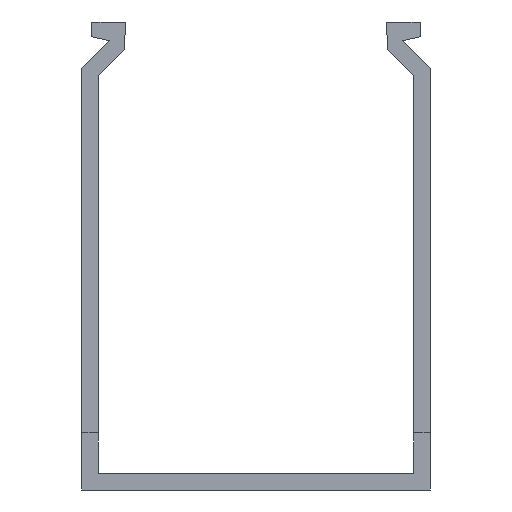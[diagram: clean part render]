
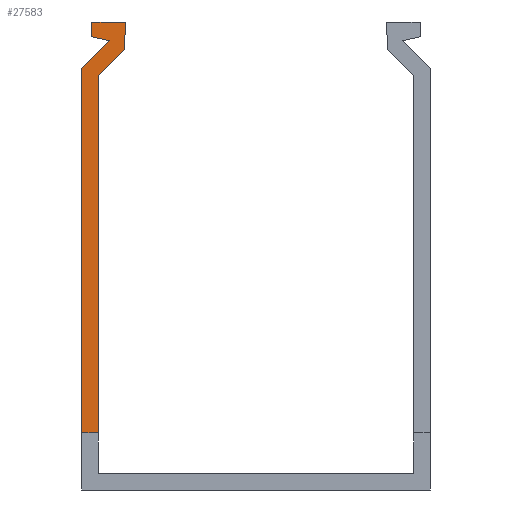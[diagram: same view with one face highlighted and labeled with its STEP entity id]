
A CAD part, front view. The second image highlights one B-rep face of the part: STEP entity #27583.
In plain terms, the highlighted planar face has unit normal (0, -1, 0).
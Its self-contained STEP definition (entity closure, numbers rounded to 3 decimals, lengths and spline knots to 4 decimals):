
#55 = VERTEX_POINT ( 'NONE', #70153 ) ;
#1345 = CARTESIAN_POINT ( 'NONE',  ( -0.9434, 0.098, 2.9033 ) ) ;
#1489 = EDGE_CURVE ( 'NONE', #78055, #6442, #48304, .T. ) ;
#3490 = EDGE_CURVE ( 'NONE', #64743, #27640, #33521, .T. ) ;
#6386 = VECTOR ( 'NONE', #36569, 39.3701 ) ;
#6442 = VERTEX_POINT ( 'NONE', #57809 ) ;
#7085 = VECTOR ( 'NONE', #33783, 39.3701 ) ;
#10590 = AXIS2_PLACEMENT_3D ( 'NONE', #31297, #85568, #39076 ) ;
#11577 = CARTESIAN_POINT ( 'NONE',  ( -1.125, 0.098, 0.3696 ) ) ;
#18439 = CARTESIAN_POINT ( 'NONE',  ( -1.1252, 0.098, 2.7238 ) ) ;
#19934 = EDGE_CURVE ( 'NONE', #63751, #6442, #80359, .T. ) ;
#20418 = EDGE_CURVE ( 'NONE', #76967, #78055, #24398, .T. ) ;
#20465 = LINE ( 'NONE', #98806, #38717 ) ;
#23514 = DIRECTION ( 'NONE',  ( 0., 0., 1. ) ) ;
#24398 = LINE ( 'NONE', #11577, #42545 ) ;
#24837 = CARTESIAN_POINT ( 'NONE',  ( -1.0608, 0.098, 3.0241 ) ) ;
#25010 = ORIENTED_EDGE ( 'NONE', *, *, #41650, .F. ) ;
#26556 = CARTESIAN_POINT ( 'NONE',  ( -1.0608, 0.098, 3.2651 ) ) ;
#27583 = ADVANCED_FACE ( 'NONE', ( #46045 ), #69942, .F. ) ;
#27640 = VERTEX_POINT ( 'NONE', #24837 ) ;
#27707 = CARTESIAN_POINT ( 'NONE',  ( -1.0608, 0.098, 2.9287 ) ) ;
#28676 = VECTOR ( 'NONE', #23514, 39.3701 ) ;
#28883 = CARTESIAN_POINT ( 'NONE',  ( -1.0202, 0.098, 2.6804 ) ) ;
#31297 = CARTESIAN_POINT ( 'NONE',  ( -0.6367, 0.098, 3.2651 ) ) ;
#31499 = CARTESIAN_POINT ( 'NONE',  ( -1.1252, 0.098, 2.7238 ) ) ;
#32514 = EDGE_CURVE ( 'NONE', #55, #63751, #48382, .T. ) ;
#33521 = LINE ( 'NONE', #26556, #28676 ) ;
#33783 = DIRECTION ( 'NONE',  ( 1., 0., 0. ) ) ;
#36494 = DIRECTION ( 'NONE',  ( -0.977, 0., 0.211 ) ) ;
#36569 = DIRECTION ( 'NONE',  ( -0.038, 0., -0.999 ) ) ;
#38717 = VECTOR ( 'NONE', #75525, 39.3701 ) ;
#39076 = DIRECTION ( 'NONE',  ( 0., 0., 1. ) ) ;
#39084 = VECTOR ( 'NONE', #82534, 39.3701 ) ;
#40338 = EDGE_CURVE ( 'NONE', #76967, #43086, #96319, .T. ) ;
#41564 = CARTESIAN_POINT ( 'NONE',  ( -0.6365, 0.098, 0.3697 ) ) ;
#41650 = EDGE_CURVE ( 'NONE', #99023, #55, #63395, .T. ) ;
#42545 = VECTOR ( 'NONE', #42723, 39.3701 ) ;
#42723 = DIRECTION ( 'NONE',  ( 0., 0., -1. ) ) ;
#43086 = VERTEX_POINT ( 'NONE', #1345 ) ;
#43414 = EDGE_CURVE ( 'NONE', #27640, #99023, #20465, .T. ) ;
#43490 = CARTESIAN_POINT ( 'NONE',  ( -1.02, 0.098, 0.105 ) ) ;
#46045 = FACE_OUTER_BOUND ( 'NONE', #56019, .T. ) ;
#48304 = LINE ( 'NONE', #41564, #7085 ) ;
#48382 = LINE ( 'NONE', #81232, #87266 ) ;
#56019 = EDGE_LOOP ( 'NONE', ( #66732, #79388, #25010, #65503, #60212, #60462, #97954, #90156, #90412 ) ) ;
#57809 = CARTESIAN_POINT ( 'NONE',  ( -1.02, 0.098, 0.3696 ) ) ;
#60212 = ORIENTED_EDGE ( 'NONE', *, *, #3490, .F. ) ;
#60462 = ORIENTED_EDGE ( 'NONE', *, *, #78856, .F. ) ;
#63395 = LINE ( 'NONE', #83031, #6386 ) ;
#63751 = VERTEX_POINT ( 'NONE', #28883 ) ;
#64743 = VERTEX_POINT ( 'NONE', #27707 ) ;
#65503 = ORIENTED_EDGE ( 'NONE', *, *, #43414, .F. ) ;
#65750 = CARTESIAN_POINT ( 'NONE',  ( -0.8435, 0.098, 3.0241 ) ) ;
#66732 = ORIENTED_EDGE ( 'NONE', *, *, #19934, .F. ) ;
#68790 = VECTOR ( 'NONE', #36494, 39.3701 ) ;
#69942 = PLANE ( 'NONE',  #10590 ) ;
#70153 = CARTESIAN_POINT ( 'NONE',  ( -0.8502, 0.098, 2.8483 ) ) ;
#70935 = VECTOR ( 'NONE', #80526, 39.3701 ) ;
#75525 = DIRECTION ( 'NONE',  ( 1., 0., 0. ) ) ;
#76967 = VERTEX_POINT ( 'NONE', #31499 ) ;
#78055 = VERTEX_POINT ( 'NONE', #94531 ) ;
#78856 = EDGE_CURVE ( 'NONE', #43086, #64743, #89399, .T. ) ;
#79388 = ORIENTED_EDGE ( 'NONE', *, *, #32514, .F. ) ;
#80359 = LINE ( 'NONE', #43490, #39084 ) ;
#80526 = DIRECTION ( 'NONE',  ( 0.711, 0., 0.703 ) ) ;
#81232 = CARTESIAN_POINT ( 'NONE',  ( -0.8502, 0.098, 2.8483 ) ) ;
#82534 = DIRECTION ( 'NONE',  ( 0., 0., -1. ) ) ;
#82957 = CARTESIAN_POINT ( 'NONE',  ( -0.9434, 0.098, 2.9033 ) ) ;
#83031 = CARTESIAN_POINT ( 'NONE',  ( -0.8435, 0.098, 3.0241 ) ) ;
#85568 = DIRECTION ( 'NONE',  ( 0., 1., 0. ) ) ;
#87266 = VECTOR ( 'NONE', #89005, 39.3701 ) ;
#89005 = DIRECTION ( 'NONE',  ( -0.711, 0., -0.703 ) ) ;
#89399 = LINE ( 'NONE', #82957, #68790 ) ;
#90156 = ORIENTED_EDGE ( 'NONE', *, *, #20418, .T. ) ;
#90412 = ORIENTED_EDGE ( 'NONE', *, *, #1489, .T. ) ;
#94531 = CARTESIAN_POINT ( 'NONE',  ( -1.125, 0.098, 0.3696 ) ) ;
#96319 = LINE ( 'NONE', #18439, #70935 ) ;
#97954 = ORIENTED_EDGE ( 'NONE', *, *, #40338, .F. ) ;
#98806 = CARTESIAN_POINT ( 'NONE',  ( -0.6367, 0.098, 3.0241 ) ) ;
#99023 = VERTEX_POINT ( 'NONE', #65750 ) ;
